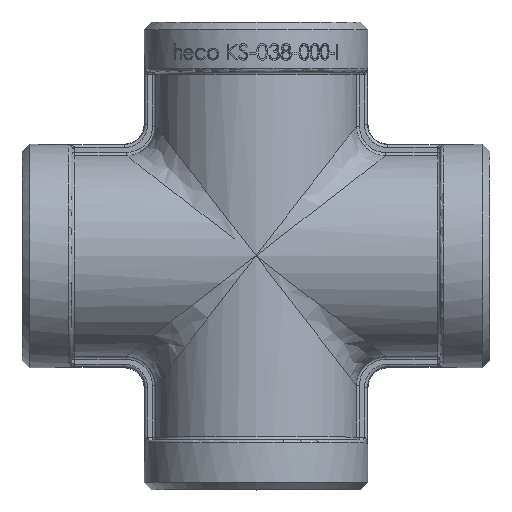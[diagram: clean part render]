
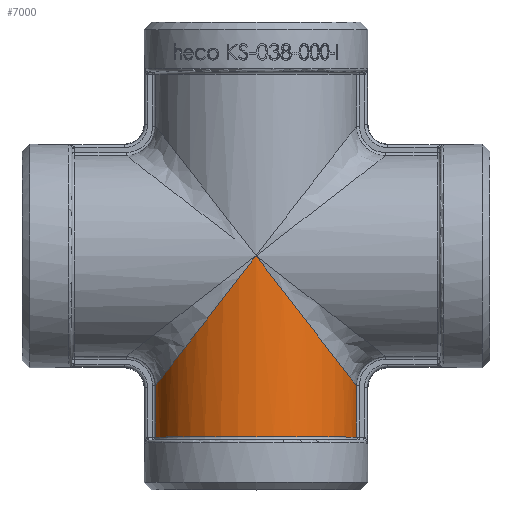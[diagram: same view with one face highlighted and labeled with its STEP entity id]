
A CAD part, top view. The second image highlights one B-rep face of the part: STEP entity #7000.
In plain terms, the highlighted cylindrical face has radius 10.25 mm (diameter 20.5 mm), a partial arc.
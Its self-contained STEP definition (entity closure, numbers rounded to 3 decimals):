
#2886 = VECTOR ( 'NONE', #11162, 1000. ) ;
#2892 = AXIS2_PLACEMENT_3D ( 'NONE', #11269, #11280, #11271 ) ;
#2918 = VECTOR ( 'NONE', #11264, 1000. ) ;
#2920 = CIRCLE ( 'NONE', #2892, 10.25 ) ;
#6395 = EDGE_LOOP ( 'NONE', ( #20370, #20310, #20344, #20366, #20298 ) ) ;
#7000 = ADVANCED_FACE ( 'NONE', ( #13361 ), #13372, .T. ) ;
#9024 = CARTESIAN_POINT ( 'NONE',  ( 0., 0., 10.25 ) ) ;
#9085 = CARTESIAN_POINT ( 'NONE',  ( -10.1, -13.056, 1.749 ) ) ;
#9114 = CARTESIAN_POINT ( 'NONE',  ( 10.1, -18.2, 1.749 ) ) ;
#9130 = CARTESIAN_POINT ( 'NONE',  ( 10.1, -13.056, 1.749 ) ) ;
#9176 = CARTESIAN_POINT ( 'NONE',  ( -10.1, -18.2, 1.749 ) ) ;
#11097 = CARTESIAN_POINT ( 'NONE',  ( 9.867, -12.754, 3.095 ) ) ;
#11098 = CARTESIAN_POINT ( 'NONE',  ( 10.1, -13.056, 1.749 ) ) ;
#11105 = CARTESIAN_POINT ( 'NONE',  ( -10.1, -13.056, 1.749 ) ) ;
#11108 = CARTESIAN_POINT ( 'NONE',  ( 0., 0., 10.25 ) ) ;
#11118 = CARTESIAN_POINT ( 'NONE',  ( -9.867, -12.754, 3.095 ) ) ;
#11120 = CARTESIAN_POINT ( 'NONE',  ( 2.049, -2.649, 10.25 ) ) ;
#11143 = CARTESIAN_POINT ( 'NONE',  ( 5.457, -7.054, 9.194 ) ) ;
#11145 = CARTESIAN_POINT ( 'NONE',  ( 8.855, -11.447, 5.69 ) ) ;
#11146 = CARTESIAN_POINT ( 'NONE',  ( -8.855, -11.447, 5.69 ) ) ;
#11147 = LINE ( 'NONE', #11192, #2886 ) ;
#11162 = DIRECTION ( 'NONE',  ( 0., 1., 0. ) ) ;
#11166 = CARTESIAN_POINT ( 'NONE',  ( -5.457, -7.054, 9.194 ) ) ;
#11171 = CARTESIAN_POINT ( 'NONE',  ( 0., 0., 10.25 ) ) ;
#11186 = CARTESIAN_POINT ( 'NONE',  ( -2.049, -2.649, 10.25 ) ) ;
#11192 = CARTESIAN_POINT ( 'NONE',  ( -10.1, 9.25, 1.749 ) ) ;
#11249 = CARTESIAN_POINT ( 'NONE',  ( 10.1, 9.25, 1.749 ) ) ;
#11259 = LINE ( 'NONE', #11249, #2918 ) ;
#11264 = DIRECTION ( 'NONE',  ( 0., -1., 0. ) ) ;
#11269 = CARTESIAN_POINT ( 'NONE',  ( 0., -18.2, 0. ) ) ;
#11271 = DIRECTION ( 'NONE',  ( -1., 0., 0. ) ) ;
#11280 = DIRECTION ( 'NONE',  ( 0., -1., 0. ) ) ;
#13353 = CARTESIAN_POINT ( 'NONE',  ( 0., 9.25, 0. ) ) ;
#13361 = FACE_OUTER_BOUND ( 'NONE', #6395, .T. ) ;
#13372 = CYLINDRICAL_SURFACE ( 'NONE', #26767, 10.25 ) ;
#13374 = DIRECTION ( 'NONE',  ( 0., 1., 0. ) ) ;
#13377 = DIRECTION ( 'NONE',  ( 1., 0., 0. ) ) ;
#19299 = B_SPLINE_CURVE_WITH_KNOTS ( 'NONE', 3,
 ( #11108, #11120, #11143, #11145, #11097, #11098 ),
 .UNSPECIFIED., .F., .F.,
 ( 4, 1, 1, 4 ),
 ( 0., 0.429, 0.714, 1. ),
 .UNSPECIFIED. ) ;
#19302 = B_SPLINE_CURVE_WITH_KNOTS ( 'NONE', 3,
 ( #11105, #11118, #11146, #11166, #11186, #11171 ),
 .UNSPECIFIED., .F., .F.,
 ( 4, 1, 1, 4 ),
 ( 0., 0.286, 0.571, 1. ),
 .UNSPECIFIED. ) ;
#20298 = ORIENTED_EDGE ( 'NONE', *, *, #24089, .F. ) ;
#20310 = ORIENTED_EDGE ( 'NONE', *, *, #23989, .F. ) ;
#20344 = ORIENTED_EDGE ( 'NONE', *, *, #23991, .F. ) ;
#20366 = ORIENTED_EDGE ( 'NONE', *, *, #23996, .F. ) ;
#20370 = ORIENTED_EDGE ( 'NONE', *, *, #24085, .F. ) ;
#21006 = VERTEX_POINT ( 'NONE', #9024 ) ;
#21023 = VERTEX_POINT ( 'NONE', #9130 ) ;
#21039 = VERTEX_POINT ( 'NONE', #9114 ) ;
#21050 = VERTEX_POINT ( 'NONE', #9085 ) ;
#21082 = VERTEX_POINT ( 'NONE', #9176 ) ;
#23989 = EDGE_CURVE ( 'NONE', #21006, #21023, #19299, .T. ) ;
#23991 = EDGE_CURVE ( 'NONE', #21050, #21006, #19302, .T. ) ;
#23996 = EDGE_CURVE ( 'NONE', #21082, #21050, #11147, .T. ) ;
#24085 = EDGE_CURVE ( 'NONE', #21023, #21039, #11259, .T. ) ;
#24089 = EDGE_CURVE ( 'NONE', #21039, #21082, #2920, .T. ) ;
#26767 = AXIS2_PLACEMENT_3D ( 'NONE', #13353, #13374, #13377 ) ;
